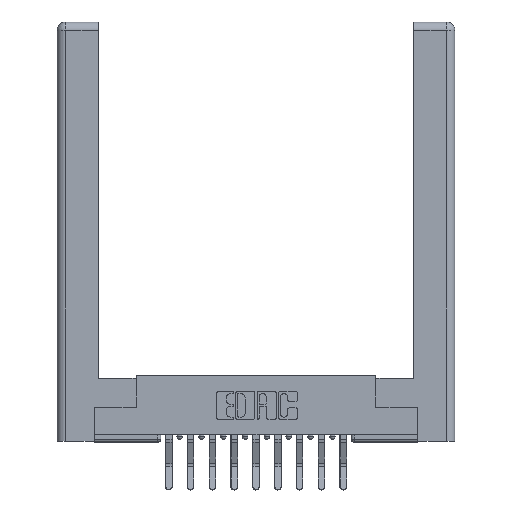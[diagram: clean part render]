
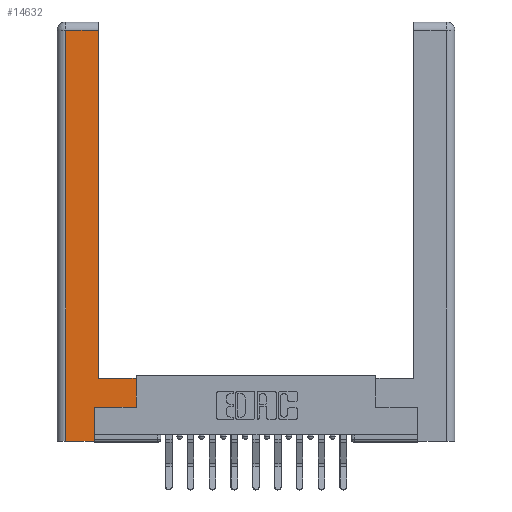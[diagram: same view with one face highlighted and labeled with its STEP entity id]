
A CAD part, top view. The second image highlights one B-rep face of the part: STEP entity #14632.
In plain terms, the highlighted planar face has unit normal (0, 0, 1).
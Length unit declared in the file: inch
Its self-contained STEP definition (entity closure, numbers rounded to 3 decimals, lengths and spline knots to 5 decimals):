
#203 = AXIS2_PLACEMENT_3D ( 'NONE', #13913, #4825, #217 ) ;
#217 = DIRECTION ( 'NONE',  ( -1., 0., 0. ) ) ;
#250 = LINE ( 'NONE', #920, #8283 ) ;
#359 = VERTEX_POINT ( 'NONE', #9101 ) ;
#456 = ORIENTED_EDGE ( 'NONE', *, *, #7818, .T. ) ;
#496 = VECTOR ( 'NONE', #1030, 39.37008 ) ;
#738 = ORIENTED_EDGE ( 'NONE', *, *, #12583, .T. ) ;
#920 = CARTESIAN_POINT ( 'NONE',  ( 0.565, 0.45, 0. ) ) ;
#983 = VECTOR ( 'NONE', #1550, 39.37008 ) ;
#1030 = DIRECTION ( 'NONE',  ( 1., 0., 0. ) ) ;
#1055 = LINE ( 'NONE', #6762, #496 ) ;
#1229 = CARTESIAN_POINT ( 'NONE',  ( 0.0615, 0., 0. ) ) ;
#1454 = EDGE_CURVE ( 'NONE', #8045, #10386, #6534, .T. ) ;
#1457 = EDGE_CURVE ( 'NONE', #5311, #359, #12247, .T. ) ;
#1550 = DIRECTION ( 'NONE',  ( 0., -1., 0. ) ) ;
#1593 = VERTEX_POINT ( 'NONE', #3658 ) ;
#1958 = EDGE_CURVE ( 'NONE', #3484, #5311, #13857, .T. ) ;
#2208 = CARTESIAN_POINT ( 'NONE',  ( 0.295, 3., 0. ) ) ;
#2816 = DIRECTION ( 'NONE',  ( -1., 0., 0. ) ) ;
#3170 = CARTESIAN_POINT ( 'NONE',  ( 0.295, 0.45, 0. ) ) ;
#3223 = LINE ( 'NONE', #7406, #6795 ) ;
#3484 = VERTEX_POINT ( 'NONE', #11269 ) ;
#3520 = VECTOR ( 'NONE', #6794, 39.37008 ) ;
#3658 = CARTESIAN_POINT ( 'NONE',  ( 0.265, 0.245, 0. ) ) ;
#4212 = ORIENTED_EDGE ( 'NONE', *, *, #14477, .T. ) ;
#4825 = DIRECTION ( 'NONE',  ( 0., 0., -1. ) ) ;
#5311 = VERTEX_POINT ( 'NONE', #1229 ) ;
#5576 = VECTOR ( 'NONE', #10106, 39.37008 ) ;
#6407 = DIRECTION ( 'NONE',  ( 0., 1., 0. ) ) ;
#6534 = LINE ( 'NONE', #2208, #3520 ) ;
#6762 = CARTESIAN_POINT ( 'NONE',  ( 0.565, 0.245, 0. ) ) ;
#6794 = DIRECTION ( 'NONE',  ( 0., 1., 0. ) ) ;
#6795 = VECTOR ( 'NONE', #9490, 39.37008 ) ;
#7135 = CARTESIAN_POINT ( 'NONE',  ( 0.565, 0.45, 0. ) ) ;
#7406 = CARTESIAN_POINT ( 'NONE',  ( 0.265, 0.245, 0. ) ) ;
#7631 = CARTESIAN_POINT ( 'NONE',  ( 0.0615, 2.94, 0. ) ) ;
#7818 = EDGE_CURVE ( 'NONE', #8977, #8045, #14179, .T. ) ;
#7884 = CARTESIAN_POINT ( 'NONE',  ( 0.295, 2.94, 0. ) ) ;
#8045 = VERTEX_POINT ( 'NONE', #3170 ) ;
#8214 = CARTESIAN_POINT ( 'NONE',  ( 0.565, 0.245, 0. ) ) ;
#8250 = PLANE ( 'NONE',  #203 ) ;
#8283 = VECTOR ( 'NONE', #6407, 39.37008 ) ;
#8977 = VERTEX_POINT ( 'NONE', #7135 ) ;
#9101 = CARTESIAN_POINT ( 'NONE',  ( 0.265, 0., 0. ) ) ;
#9104 = ORIENTED_EDGE ( 'NONE', *, *, #1457, .T. ) ;
#9120 = ORIENTED_EDGE ( 'NONE', *, *, #11286, .T. ) ;
#9203 = VECTOR ( 'NONE', #13695, 39.37008 ) ;
#9490 = DIRECTION ( 'NONE',  ( 0., 1., 0. ) ) ;
#9618 = CARTESIAN_POINT ( 'NONE',  ( 0.0615, 0., 0. ) ) ;
#9632 = EDGE_CURVE ( 'NONE', #359, #1593, #3223, .T. ) ;
#9780 = FACE_OUTER_BOUND ( 'NONE', #12799, .T. ) ;
#10106 = DIRECTION ( 'NONE',  ( -1., 0., 0. ) ) ;
#10386 = VERTEX_POINT ( 'NONE', #7884 ) ;
#10739 = CARTESIAN_POINT ( 'NONE',  ( 0.295, 0.45, 0. ) ) ;
#11269 = CARTESIAN_POINT ( 'NONE',  ( 0.0615, 2.94, 0. ) ) ;
#11286 = EDGE_CURVE ( 'NONE', #12928, #8977, #250, .T. ) ;
#11455 = VECTOR ( 'NONE', #2816, 39.37008 ) ;
#11643 = ORIENTED_EDGE ( 'NONE', *, *, #9632, .T. ) ;
#12247 = LINE ( 'NONE', #14793, #9203 ) ;
#12583 = EDGE_CURVE ( 'NONE', #10386, #3484, #14336, .T. ) ;
#12799 = EDGE_LOOP ( 'NONE', ( #12898, #738, #13544, #9104, #11643, #4212, #9120, #456 ) ) ;
#12898 = ORIENTED_EDGE ( 'NONE', *, *, #1454, .T. ) ;
#12928 = VERTEX_POINT ( 'NONE', #8214 ) ;
#13544 = ORIENTED_EDGE ( 'NONE', *, *, #1958, .T. ) ;
#13695 = DIRECTION ( 'NONE',  ( 1., 0., 0. ) ) ;
#13857 = LINE ( 'NONE', #9618, #983 ) ;
#13913 = CARTESIAN_POINT ( 'NONE',  ( 0., 0., 0. ) ) ;
#14179 = LINE ( 'NONE', #10739, #11455 ) ;
#14336 = LINE ( 'NONE', #7631, #5576 ) ;
#14477 = EDGE_CURVE ( 'NONE', #1593, #12928, #1055, .T. ) ;
#14632 = ADVANCED_FACE ( 'NONE', ( #9780 ), #8250, .F. ) ;
#14793 = CARTESIAN_POINT ( 'NONE',  ( 0.265, 0., 0. ) ) ;
